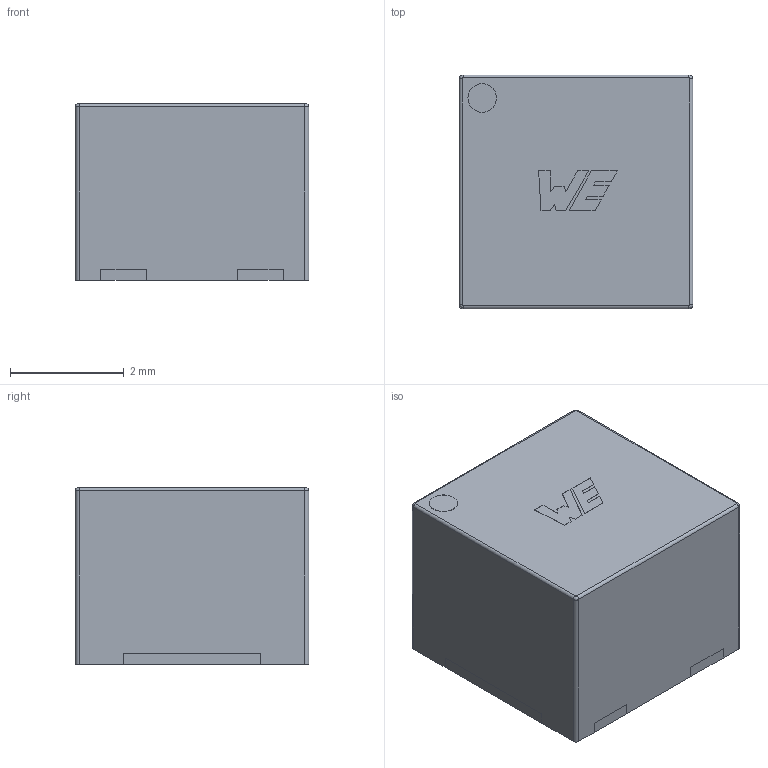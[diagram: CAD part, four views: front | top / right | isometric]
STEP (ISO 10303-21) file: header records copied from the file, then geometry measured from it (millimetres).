
FILE_DESCRIPTION(/* description */ (''),/* implementation_level */ '2;1');
FILE_NAME(/* name */ 'Würth Elektronik 74438357012 - 1.2µH Shielded Molded Inductor 7A 15.5mOhm Max Nonstandard.stp',/* time_stamp */ '2020-03-23T23:55:26-04:00',/* author */ ('Ricardo'),/* organization */ (''),/* preprocessor_version */ 'ST-DEVELOPER v18',/* originating_system */ 'Autodesk Inventor 2020',/* authorisation */ '');
FILE_SCHEMA (('AUTOMOTIVE_DESIGN { 1 0 10303 214 3 1 1 }'));
Length unit declared in the file: millimetre
Products named in the file (4): Würth Elektronik 78438335470 - 47µH Shielded Molded Inductor 
390mA 2.3Ohm Max 1212 (3030 Metric); terminals; body; logo
Assembly tree (3 placements, depth 2):
  Würth Elektronik 78438335470 - 47µH Shielded Molded Inductor 
390mA 2.3Ohm Max 1212 (3030 Metric)
    terminals
    body
    logo
Bounding box: 4.1 x 4.1 x 3.1 mm (x, y, z)
Volume: 52.1 mm3; surface area: 108.2 mm2
Topology: 6 solids, 6 shells, 86 faces, 216 edges, 142 vertices
Faces by surface type: plane 73, cylinder 9, bspline 4
Full cylindrical faces by diameter (mm): 0.5 x1
Entity records: 2719 total; most frequent: CARTESIAN_POINT 483, ORIENTED_EDGE 432, DIRECTION 418, EDGE_CURVE 216, LINE 192, VECTOR 192, VERTEX_POINT 142, AXIS2_PLACEMENT_3D 113
